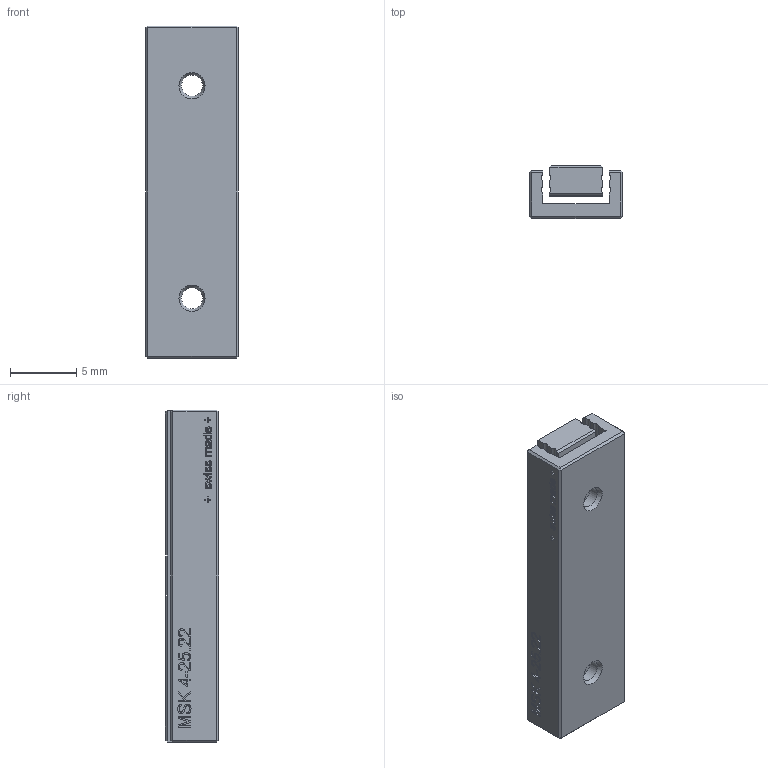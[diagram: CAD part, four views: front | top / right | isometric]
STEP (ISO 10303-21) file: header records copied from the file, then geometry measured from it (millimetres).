
FILE_DESCRIPTION(('FreeCAD Model'),'2;1');
FILE_NAME('MSK 4-25.22.step', '2020-11-17T18:13:03',('Author'),(''), 'Open CASCADE STEP processor 6.8','FreeCAD','Unknown');
FILE_SCHEMA(('AUTOMOTIVE_DESIGN_CC2 { 1 2 10303 214 -1 1 5 4 }'));
Length unit declared in the file: millimetre
Products named in the file (3): ASSEMBLY; DP; TT
Assembly tree (2 placements, depth 2):
  ASSEMBLY
    DP
    TT
Bounding box: 7 x 4 x 25 mm (x, y, z)
Volume: 521.3 mm3; surface area: 1078.4 mm2
Topology: 2 solids, 2 shells, 717 faces, 1975 edges, 1302 vertices
Faces by surface type: extrusion 435, plane 268, cylinder 12, cone 2
Full cylindrical faces by diameter (mm): 1.6 x4
Entity records: 48764 total; most frequent: CARTESIAN_POINT 12254, DIRECTION 5174, VECTOR 4546, LINE 4111, ORIENTED_EDGE 3950, PCURVE 3950, DEFINITIONAL_REPRESENTATION 3950, B_SPLINE_CURVE_WITH_KNOTS 2199
